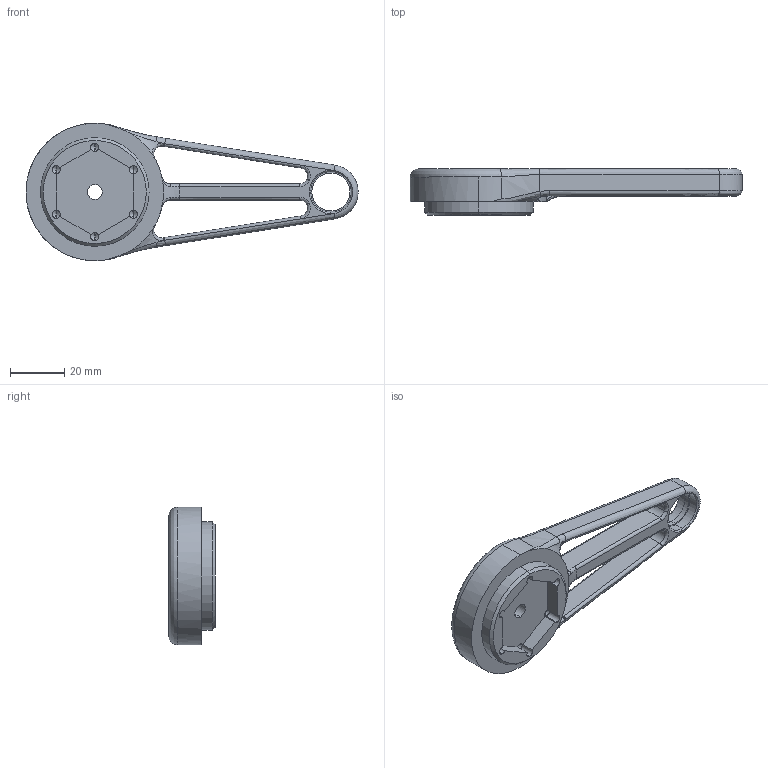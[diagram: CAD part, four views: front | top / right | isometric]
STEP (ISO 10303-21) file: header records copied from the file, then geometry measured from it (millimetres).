
FILE_DESCRIPTION (( 'STEP AP214' ), '1' );
FILE_NAME ('AM88-3010_Poignee leve vitre_A.STEP', '2022-08-10T09:15:12', ( '' ), ( '' ), 'SwSTEP 2.0', 'SolidWorks 2018', '' );
FILE_SCHEMA (( 'AUTOMOTIVE_DESIGN' ));
Length unit declared in the file: millimetre
Products named in the file (1): AM88-3010_Poignee leve vitre_A
Bounding box: 122.34 x 17 x 50.7 mm (x, y, z)
Volume: 34327.8 mm3; surface area: 12857.9 mm2
Topology: 1 solids, 1 shells, 126 faces, 320 edges, 183 vertices
Faces by surface type: cylinder 45, bspline 29, plane 20, cone 18, torus 14
Entity records: 5827 total; most frequent: CARTESIAN_POINT 3097, ORIENTED_EDGE 616, DIRECTION 509, EDGE_CURVE 308, AXIS2_PLACEMENT_3D 206, VERTEX_POINT 183, EDGE_LOOP 133, FACE_OUTER_BOUND 126
